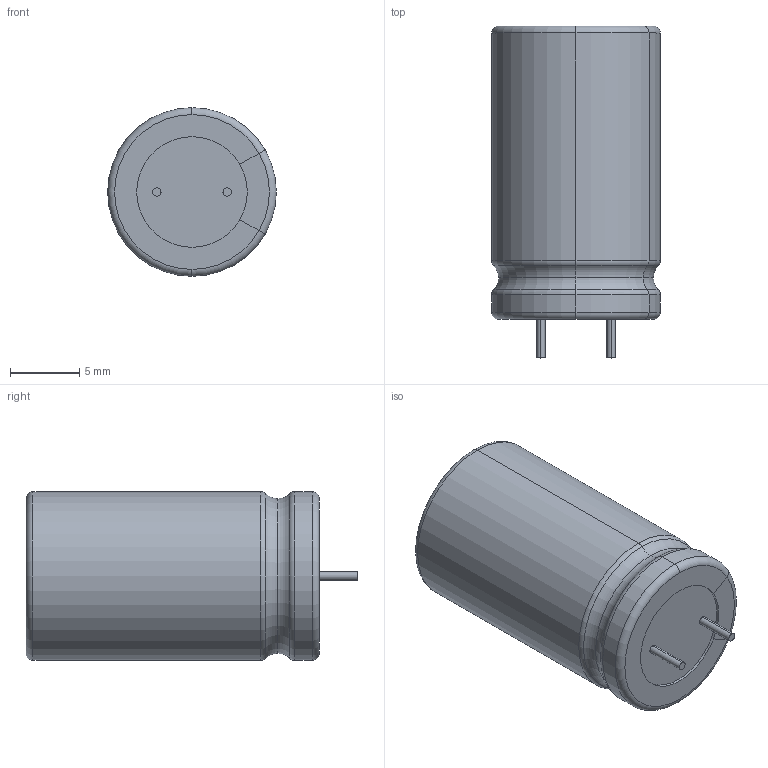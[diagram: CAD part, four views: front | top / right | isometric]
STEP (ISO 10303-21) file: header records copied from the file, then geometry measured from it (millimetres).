
FILE_DESCRIPTION (( 'STEP AP214' ), '1' );
FILE_NAME ('User Library-Electrolytic capacitro Radial 13X21_RM5.STEP', '2020-07-04T13:53:21', ( '' ), ( '' ), 'SwSTEP 2.0', 'SolidWorks 2020', '' );
FILE_SCHEMA (( 'AUTOMOTIVE_DESIGN' ));
Length unit declared in the file: millimetre
Products named in the file (1): User Library-Electrolytic capacitro Radial 13X21_RM5
Bounding box: 12.2 x 24 x 12.2 mm (x, y, z)
Volume: 2426.5 mm3; surface area: 1059.5 mm2
Topology: 1 solids, 1 shells, 62 faces, 156 edges, 98 vertices
Faces by surface type: torus 24, cylinder 19, plane 17, cone 2
Entity records: 2616 total; most frequent: DIRECTION 386, CARTESIAN_POINT 317, ORIENTED_EDGE 312, AXIS2_PLACEMENT_3D 167, EDGE_CURVE 156, CIRCLE 104, VERTEX_POINT 98, UNCERTAINTY_MEASURE_WITH_UNIT 65
